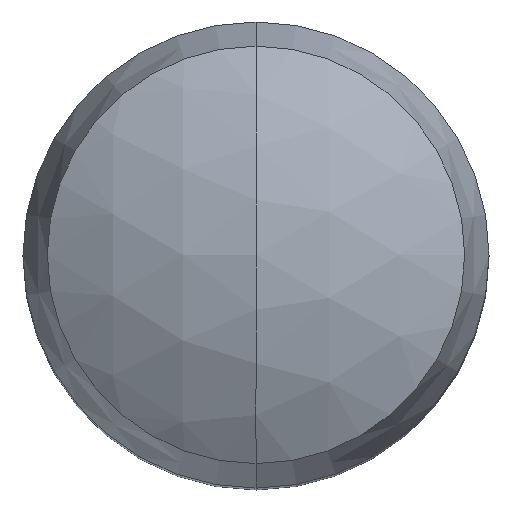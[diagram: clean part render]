
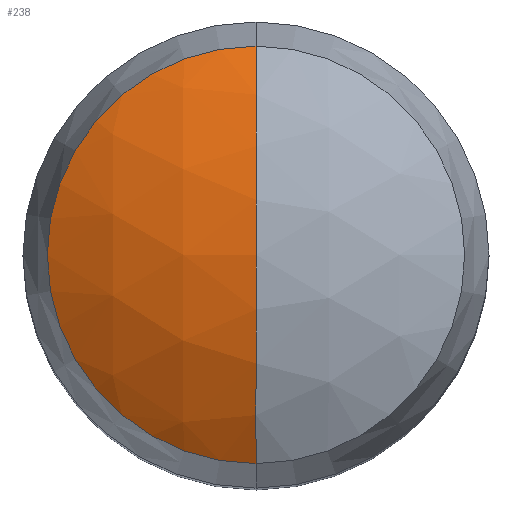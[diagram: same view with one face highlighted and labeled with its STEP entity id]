
A CAD part, top view. The second image highlights one B-rep face of the part: STEP entity #238.
In plain terms, the highlighted spherical face has radius 2.09 mm.
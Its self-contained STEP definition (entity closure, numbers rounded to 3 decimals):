
#2 = CARTESIAN_POINT ( 'NONE',  ( 0., 0., 3.175 ) ) ;
#7 = DIRECTION ( 'NONE',  ( 0., 0., -1. ) ) ;
#20 = CIRCLE ( 'NONE', #163, 2.09 ) ;
#49 = DIRECTION ( 'NONE',  ( 0., -1., 0. ) ) ;
#52 = CARTESIAN_POINT ( 'NONE',  ( 0., 0., 1.41 ) ) ;
#67 = CARTESIAN_POINT ( 'NONE',  ( 0., -1.119, 3.175 ) ) ;
#76 = VERTEX_POINT ( 'NONE', #222 ) ;
#80 = VERTEX_POINT ( 'NONE', #174 ) ;
#87 = ORIENTED_EDGE ( 'NONE', *, *, #109, .T. ) ;
#90 = EDGE_CURVE ( 'NONE', #76, #80, #258, .T. ) ;
#96 = VERTEX_POINT ( 'NONE', #67 ) ;
#97 = EDGE_LOOP ( 'NONE', ( #221, #87, #204 ) ) ;
#102 = DIRECTION ( 'NONE',  ( -1., 0., 0. ) ) ;
#103 = DIRECTION ( 'NONE',  ( -1., 0., 0. ) ) ;
#109 = EDGE_CURVE ( 'NONE', #96, #80, #20, .T. ) ;
#111 = CIRCLE ( 'NONE', #179, 1.119 ) ;
#147 = DIRECTION ( 'NONE',  ( 0., -1., 0. ) ) ;
#150 = AXIS2_PLACEMENT_3D ( 'NONE', #195, #250, #7 ) ;
#163 = AXIS2_PLACEMENT_3D ( 'NONE', #201, #103, #147 ) ;
#165 = SPHERICAL_SURFACE ( 'NONE', #184, 2.09 ) ;
#174 = CARTESIAN_POINT ( 'NONE',  ( 0., 0., 3.5 ) ) ;
#179 = AXIS2_PLACEMENT_3D ( 'NONE', #2, #239, #49 ) ;
#184 = AXIS2_PLACEMENT_3D ( 'NONE', #52, #102, #213 ) ;
#195 = CARTESIAN_POINT ( 'NONE',  ( 0., 0., 1.41 ) ) ;
#201 = CARTESIAN_POINT ( 'NONE',  ( 0., 0., 1.41 ) ) ;
#204 = ORIENTED_EDGE ( 'NONE', *, *, #90, .F. ) ;
#213 = DIRECTION ( 'NONE',  ( 0., 1., 0. ) ) ;
#221 = ORIENTED_EDGE ( 'NONE', *, *, #255, .T. ) ;
#222 = CARTESIAN_POINT ( 'NONE',  ( 0., 1.119, 3.175 ) ) ;
#238 = ADVANCED_FACE ( 'NONE', ( #273 ), #165, .T. ) ;
#239 = DIRECTION ( 'NONE',  ( 0., 0., 1. ) ) ;
#250 = DIRECTION ( 'NONE',  ( 1., 0., 0. ) ) ;
#255 = EDGE_CURVE ( 'NONE', #76, #96, #111, .T. ) ;
#258 = CIRCLE ( 'NONE', #150, 2.09 ) ;
#273 = FACE_OUTER_BOUND ( 'NONE', #97, .T. ) ;
